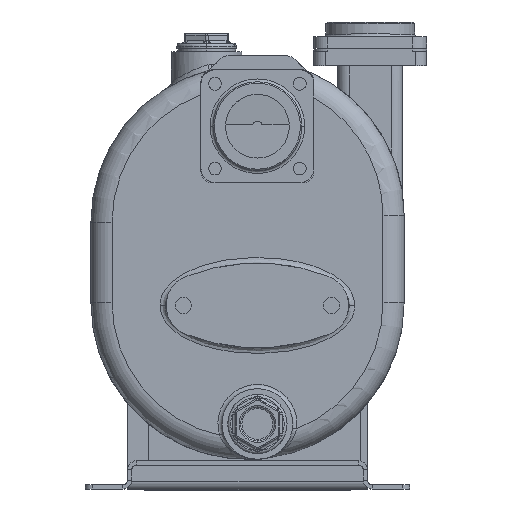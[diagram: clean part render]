
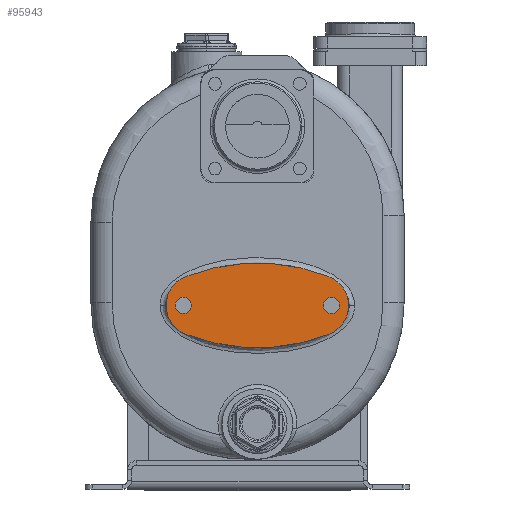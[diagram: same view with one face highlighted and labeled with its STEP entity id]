
A CAD part, top view. The second image highlights one B-rep face of the part: STEP entity #95943.
In plain terms, the highlighted planar face has unit normal (0, 0, 1).
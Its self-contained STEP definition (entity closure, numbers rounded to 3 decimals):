
#95740=CARTESIAN_POINT('',(6.982,220.,93.));
#95741=DIRECTION('',(0.,0.,1.));
#95742=DIRECTION('',(-0.362,-0.932,0.));
#95743=AXIS2_PLACEMENT_3D('',#95740,#95741,#95742);
#95745=CARTESIAN_POINT('',(-35.727,110.,93.));
#95746=DIRECTION('',(0.,0.,1.));
#95747=DIRECTION('',(-0.362,0.932,0.));
#95748=AXIS2_PLACEMENT_3D('',#95745,#95746,#95747);
#95750=CARTESIAN_POINT('',(6.982,0.,93.));
#95751=DIRECTION('',(0.,0.,1.));
#95752=DIRECTION('',(0.362,0.932,0.));
#95753=AXIS2_PLACEMENT_3D('',#95750,#95751,#95752);
#95755=CARTESIAN_POINT('',(49.69,110.,93.));
#95756=DIRECTION('',(0.,0.,1.));
#95757=DIRECTION('',(0.362,-0.932,0.));
#95758=AXIS2_PLACEMENT_3D('',#95755,#95756,#95757);
#95760=CARTESIAN_POINT('',(59.49,110.,93.));
#95761=DIRECTION('',(0.,0.,1.));
#95762=DIRECTION('',(1.,0.,0.));
#95763=AXIS2_PLACEMENT_3D('',#95760,#95761,#95762);
#95765=CARTESIAN_POINT('',(59.49,110.,93.));
#95766=DIRECTION('',(0.,0.,1.));
#95767=DIRECTION('',(-1.,0.,0.));
#95768=AXIS2_PLACEMENT_3D('',#95765,#95766,#95767);
#95770=CARTESIAN_POINT('',(-45.51,110.,93.));
#95771=DIRECTION('',(0.,0.,-1.));
#95772=DIRECTION('',(-1.,0.,0.));
#95773=AXIS2_PLACEMENT_3D('',#95770,#95771,#95772);
#95775=CARTESIAN_POINT('',(-45.51,110.,93.));
#95776=DIRECTION('',(0.,0.,-1.));
#95777=DIRECTION('',(1.,0.,0.));
#95778=AXIS2_PLACEMENT_3D('',#95775,#95776,#95777);
#95864=CARTESIAN_POINT('',(-43.68,89.488,93.));
#95865=CARTESIAN_POINT('',(57.643,89.488,93.));
#95866=VERTEX_POINT('',#95864);
#95867=VERTEX_POINT('',#95865);
#95868=CARTESIAN_POINT('',(57.643,130.512,93.));
#95869=VERTEX_POINT('',#95868);
#95870=CARTESIAN_POINT('',(-43.68,130.512,93.));
#95871=VERTEX_POINT('',#95870);
#95876=CARTESIAN_POINT('',(65.24,110.,93.));
#95877=CARTESIAN_POINT('',(53.74,110.,93.));
#95878=VERTEX_POINT('',#95876);
#95879=VERTEX_POINT('',#95877);
#95881=CARTESIAN_POINT('',(-51.26,110.,93.));
#95883=VERTEX_POINT('',#95881);
#95885=CARTESIAN_POINT('',(-39.76,110.,93.));
#95887=VERTEX_POINT('',#95885);
#95918=CARTESIAN_POINT('',(6.99,110.,93.));
#95919=DIRECTION('',(0.,0.,1.));
#95920=DIRECTION('',(-1.,0.,0.));
#95921=AXIS2_PLACEMENT_3D('',#95918,#95919,#95920);
#95922=PLANE('',#95921);
#95924=ORIENTED_EDGE('',*,*,#95923,.F.);
#95926=ORIENTED_EDGE('',*,*,#95925,.F.);
#95928=ORIENTED_EDGE('',*,*,#95927,.F.);
#95930=ORIENTED_EDGE('',*,*,#95929,.F.);
#95931=EDGE_LOOP('',(#95924,#95926,#95928,#95930));
#95932=FACE_OUTER_BOUND('',#95931,.F.);
#95934=ORIENTED_EDGE('',*,*,#95933,.T.);
#95936=ORIENTED_EDGE('',*,*,#95935,.T.);
#95937=EDGE_LOOP('',(#95934,#95936));
#95938=FACE_BOUND('',#95937,.F.);
#95939=ORIENTED_EDGE('',*,*,#95910,.F.);
#95940=ORIENTED_EDGE('',*,*,#95899,.F.);
#95941=EDGE_LOOP('',(#95939,#95940));
#95942=FACE_BOUND('',#95941,.F.);
#95943=ADVANCED_FACE('',(#95932,#95938,#95942),#95922,.T.);
#95744=CIRCLE('',#95743,140.);
#95749=CIRCLE('',#95748,22.);
#95754=CIRCLE('',#95753,140.);
#95759=CIRCLE('',#95758,22.);
#95764=CIRCLE('',#95763,5.75);
#95769=CIRCLE('',#95768,5.75);
#95774=CIRCLE('',#95773,5.75);
#95779=CIRCLE('',#95778,5.75);
#95899=EDGE_CURVE('',#95887,#95883,#95779,.T.);
#95910=EDGE_CURVE('',#95883,#95887,#95774,.T.);
#95923=EDGE_CURVE('',#95866,#95867,#95744,.T.);
#95925=EDGE_CURVE('',#95871,#95866,#95749,.T.);
#95927=EDGE_CURVE('',#95869,#95871,#95754,.T.);
#95929=EDGE_CURVE('',#95867,#95869,#95759,.T.);
#95933=EDGE_CURVE('',#95878,#95879,#95764,.T.);
#95935=EDGE_CURVE('',#95879,#95878,#95769,.T.);
